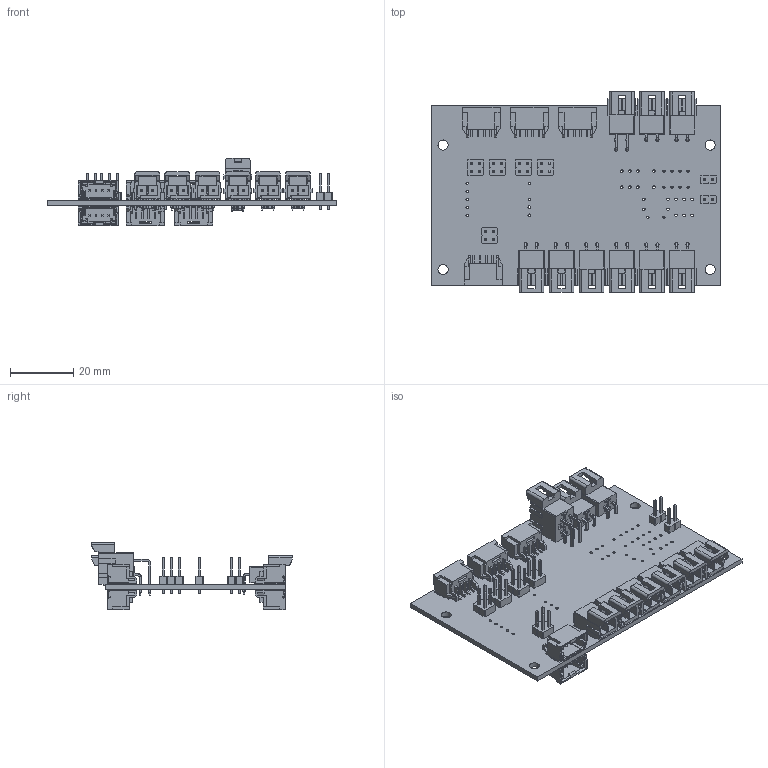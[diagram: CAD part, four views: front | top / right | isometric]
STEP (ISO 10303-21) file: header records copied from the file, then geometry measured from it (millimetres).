
FILE_DESCRIPTION(('KiCad electronic assembly'),'2;1');
FILE_NAME('KarkPower.stp','2018-05-07T18:33:17',('An Author'),( 'A Company'),'Open CASCADE STEP processor 6.9', 'KiCad to STEP converter','Unknown');
FILE_SCHEMA(('AUTOMOTIVE_DESIGN { 1 0 10303 214 1 1 1 1 }'));
Length unit declared in the file: millimetre
Products named in the file (16): Open CASCADE STEP translator 6.9 1; molex_duraClik_4p; COMPOUND; molex_ulta-fit_4p; molex_ulta-fit_2p; LED_D3.0mm; Pin_Header_Straight_2x02_Pitch2.54mm; SOLID; TO-92_Inline_Wide; Pin_Header_Straight_1x02_Pitch2.54mm; R_Axial_DIN0204_L3.6mm_D1.6mm_P5.08mm_Horizontal; D_DO-35_SOD27_P7.62mm_Horizontal
Assembly tree (41 placements, depth 3):
  Open CASCADE STEP translator 6.9 1
    molex_duraClik_4p  x8
      COMPOUND
    molex_ulta-fit_4p
      COMPOUND
    molex_ulta-fit_2p  x8
      COMPOUND
    LED_D3.0mm
    Pin_Header_Straight_2x02_Pitch2.54mm  x5
      SOLID
    TO-92_Inline_Wide  x2
    Pin_Header_Straight_1x02_Pitch2.54mm  x2
      SOLID
    R_Axial_DIN0204_L3.6mm_D1.6mm_P5.08mm_Horizontal  x6
    D_DO-35_SOD27_P7.62mm_Horizontal  x2
    COMPOUND
Bounding box: 91.44 x 63.52 x 21.37 mm (x, y, z)
Volume: 14718.4 mm3; surface area: 26553.2 mm2
Topology: 25 solids, 25 shells, 4066 faces, 11142 edges, 7498 vertices
Faces by surface type: plane 3470, cylinder 578, sphere 18
Full cylindrical faces by diameter (mm): 0.7 x12, 0.762 x5, 0.8 x18, 0.9 x2, 1 x24, 1.02 x20, 2.95 x8, 3.05 x1, 3.2 x4
Entity records: 62469 total; most frequent: CARTESIAN_POINT 12052, DIRECTION 9275, LINE 6375, VECTOR 6375, ORIENTED_EDGE 4818, PCURVE 4818, DEFINITIONAL_REPRESENTATION 4818, EDGE_CURVE 2409
